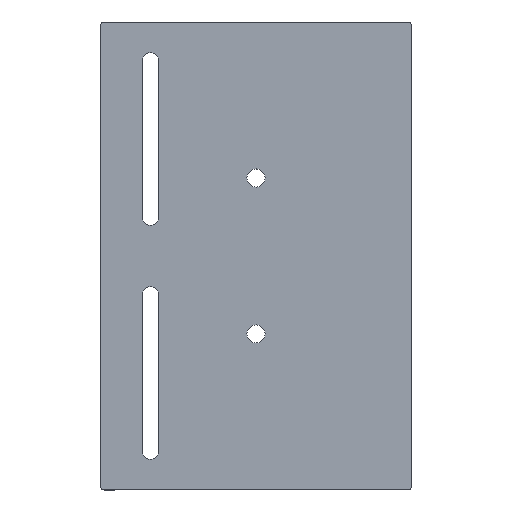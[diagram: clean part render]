
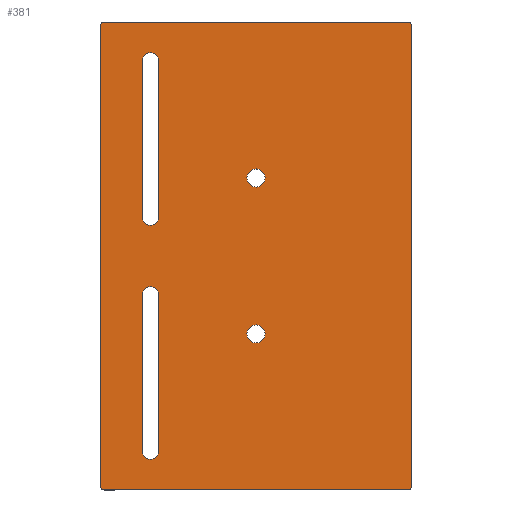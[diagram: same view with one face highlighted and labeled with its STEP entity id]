
A CAD part, top view. The second image highlights one B-rep face of the part: STEP entity #381.
In plain terms, the highlighted planar face has unit normal (0, 0, 1).
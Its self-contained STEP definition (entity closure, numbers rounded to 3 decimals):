
#15=FACE_BOUND('',#58,.T.);
#16=FACE_BOUND('',#59,.T.);
#17=FACE_BOUND('',#60,.T.);
#18=FACE_BOUND('',#61,.T.);
#23=PLANE('',#423);
#37=FACE_OUTER_BOUND('',#57,.T.);
#57=EDGE_LOOP('',(#275,#276,#277,#278,#279,#280,#281,#282));
#58=EDGE_LOOP('',(#283,#284,#285,#286));
#59=EDGE_LOOP('',(#287,#288,#289,#290));
#60=EDGE_LOOP('',(#291));
#61=EDGE_LOOP('',(#292));
#89=LINE('',#609,#123);
#90=LINE('',#613,#124);
#91=LINE('',#617,#125);
#92=LINE('',#620,#126);
#93=LINE('',#621,#127);
#94=LINE('',#622,#128);
#95=LINE('',#623,#129);
#96=LINE('',#624,#130);
#123=VECTOR('',#489,10.);
#124=VECTOR('',#492,10.);
#125=VECTOR('',#495,10.);
#126=VECTOR('',#498,10.);
#127=VECTOR('',#499,10.);
#128=VECTOR('',#500,10.);
#129=VECTOR('',#501,10.);
#130=VECTOR('',#502,10.);
#150=CIRCLE('',#413,1.);
#152=CIRCLE('',#416,1.);
#154=CIRCLE('',#419,1.);
#156=CIRCLE('',#422,1.);
#157=CIRCLE('',#424,0.5);
#158=CIRCLE('',#425,0.5);
#159=CIRCLE('',#426,0.5);
#160=CIRCLE('',#427,0.5);
#161=CIRCLE('',#428,1.1);
#162=CIRCLE('',#429,1.1);
#171=VERTEX_POINT('',#572);
#172=VERTEX_POINT('',#574);
#175=VERTEX_POINT('',#581);
#176=VERTEX_POINT('',#583);
#179=VERTEX_POINT('',#590);
#180=VERTEX_POINT('',#592);
#183=VERTEX_POINT('',#599);
#184=VERTEX_POINT('',#601);
#185=VERTEX_POINT('',#605);
#186=VERTEX_POINT('',#606);
#187=VERTEX_POINT('',#608);
#188=VERTEX_POINT('',#610);
#189=VERTEX_POINT('',#612);
#190=VERTEX_POINT('',#614);
#191=VERTEX_POINT('',#616);
#192=VERTEX_POINT('',#618);
#193=VERTEX_POINT('',#625);
#194=VERTEX_POINT('',#627);
#207=EDGE_CURVE('',#172,#171,#150,.T.);
#211=EDGE_CURVE('',#176,#175,#152,.T.);
#215=EDGE_CURVE('',#180,#179,#154,.T.);
#219=EDGE_CURVE('',#184,#183,#156,.T.);
#221=EDGE_CURVE('',#185,#186,#157,.T.);
#222=EDGE_CURVE('',#187,#185,#89,.F.);
#223=EDGE_CURVE('',#188,#187,#158,.T.);
#224=EDGE_CURVE('',#189,#188,#90,.T.);
#225=EDGE_CURVE('',#190,#189,#159,.T.);
#226=EDGE_CURVE('',#191,#190,#91,.F.);
#227=EDGE_CURVE('',#192,#191,#160,.T.);
#228=EDGE_CURVE('',#186,#192,#92,.T.);
#229=EDGE_CURVE('',#183,#176,#93,.T.);
#230=EDGE_CURVE('',#175,#184,#94,.T.);
#231=EDGE_CURVE('',#179,#172,#95,.T.);
#232=EDGE_CURVE('',#171,#180,#96,.T.);
#233=EDGE_CURVE('',#193,#193,#161,.T.);
#234=EDGE_CURVE('',#194,#194,#162,.T.);
#275=ORIENTED_EDGE('',*,*,#221,.F.);
#276=ORIENTED_EDGE('',*,*,#222,.F.);
#277=ORIENTED_EDGE('',*,*,#223,.F.);
#278=ORIENTED_EDGE('',*,*,#224,.F.);
#279=ORIENTED_EDGE('',*,*,#225,.F.);
#280=ORIENTED_EDGE('',*,*,#226,.F.);
#281=ORIENTED_EDGE('',*,*,#227,.F.);
#282=ORIENTED_EDGE('',*,*,#228,.F.);
#283=ORIENTED_EDGE('',*,*,#229,.T.);
#284=ORIENTED_EDGE('',*,*,#211,.T.);
#285=ORIENTED_EDGE('',*,*,#230,.T.);
#286=ORIENTED_EDGE('',*,*,#219,.T.);
#287=ORIENTED_EDGE('',*,*,#231,.T.);
#288=ORIENTED_EDGE('',*,*,#207,.T.);
#289=ORIENTED_EDGE('',*,*,#232,.T.);
#290=ORIENTED_EDGE('',*,*,#215,.T.);
#291=ORIENTED_EDGE('',*,*,#233,.F.);
#292=ORIENTED_EDGE('',*,*,#234,.F.);
#381=ADVANCED_FACE('',(#37,#15,#16,#17,#18),#23,.F.);
#413=AXIS2_PLACEMENT_3D('',#575,#458,#459);
#416=AXIS2_PLACEMENT_3D('',#584,#466,#467);
#419=AXIS2_PLACEMENT_3D('',#593,#474,#475);
#422=AXIS2_PLACEMENT_3D('',#602,#482,#483);
#423=AXIS2_PLACEMENT_3D('',#604,#485,#486);
#424=AXIS2_PLACEMENT_3D('',#607,#487,#488);
#425=AXIS2_PLACEMENT_3D('',#611,#490,#491);
#426=AXIS2_PLACEMENT_3D('',#615,#493,#494);
#427=AXIS2_PLACEMENT_3D('',#619,#496,#497);
#428=AXIS2_PLACEMENT_3D('',#626,#503,#504);
#429=AXIS2_PLACEMENT_3D('',#628,#505,#506);
#458=DIRECTION('center_axis',(0.,0.,
-1.));
#459=DIRECTION('ref_axis',(1.,0.,0.));
#466=DIRECTION('center_axis',(0.,0.,
-1.));
#467=DIRECTION('ref_axis',(-1.,0.,0.));
#474=DIRECTION('center_axis',(0.,0.,
-1.));
#475=DIRECTION('ref_axis',(-1.,0.,0.));
#482=DIRECTION('center_axis',(0.,0.,
-1.));
#483=DIRECTION('ref_axis',(1.,0.,0.));
#485=DIRECTION('center_axis',(0.,0.,
-1.));
#486=DIRECTION('ref_axis',(1.,0.,0.));
#487=DIRECTION('center_axis',(0.,0.,
-1.));
#488=DIRECTION('ref_axis',(-0.707,0.707,0.));
#489=DIRECTION('',(0.,-1.,0.));
#490=DIRECTION('center_axis',(0.,0.,
-1.));
#491=DIRECTION('ref_axis',(-0.707,-0.707,0.));
#492=DIRECTION('',(-1.,0.,0.));
#493=DIRECTION('center_axis',(0.,0.,
-1.));
#494=DIRECTION('ref_axis',(0.707,-0.707,0.));
#495=DIRECTION('',(0.,1.,0.));
#496=DIRECTION('center_axis',(0.,0.,
-1.));
#497=DIRECTION('ref_axis',(0.707,0.707,0.));
#498=DIRECTION('',(1.,0.,0.));
#499=DIRECTION('',(0.,1.,0.));
#500=DIRECTION('',(0.,-1.,0.));
#501=DIRECTION('',(0.,-1.,0.));
#502=DIRECTION('',(0.,1.,0.));
#503=DIRECTION('center_axis',(0.,0.,
1.));
#504=DIRECTION('ref_axis',(1.,0.,0.));
#505=DIRECTION('center_axis',(0.,0.,
1.));
#506=DIRECTION('ref_axis',(1.,0.,0.));
#572=CARTESIAN_POINT('',(61.275,-51.776,-3.));
#574=CARTESIAN_POINT('',(63.275,-51.776,-3.));
#575=CARTESIAN_POINT('Origin',(62.275,-51.776,-3.));
#581=CARTESIAN_POINT('',(63.275,-61.301,-3.));
#583=CARTESIAN_POINT('',(61.275,-61.301,-3.));
#584=CARTESIAN_POINT('Origin',(62.275,-61.301,-3.));
#590=CARTESIAN_POINT('',(63.275,-32.726,-3.));
#592=CARTESIAN_POINT('',(61.275,-32.726,-3.));
#593=CARTESIAN_POINT('Origin',(62.275,-32.726,-3.));
#599=CARTESIAN_POINT('',(61.275,-80.351,-3.));
#601=CARTESIAN_POINT('',(63.275,-80.351,-3.));
#602=CARTESIAN_POINT('Origin',(62.275,-80.351,-3.));
#604=CARTESIAN_POINT('Origin',(75.175,-56.539,-3.));
#605=CARTESIAN_POINT('',(56.145,-28.464,-3.));
#606=CARTESIAN_POINT('',(56.645,-27.964,-3.));
#607=CARTESIAN_POINT('Origin',(56.645,-28.464,-3.));
#608=CARTESIAN_POINT('',(56.145,-84.614,-3.));
#609=CARTESIAN_POINT('',(56.145,-70.826,-3.));
#610=CARTESIAN_POINT('',(56.645,-85.114,-3.));
#611=CARTESIAN_POINT('Origin',(56.645,-84.614,-3.));
#612=CARTESIAN_POINT('',(93.705,-85.114,-3.));
#613=CARTESIAN_POINT('',(84.65,-85.114,-3.));
#614=CARTESIAN_POINT('',(94.205,-84.614,-3.));
#615=CARTESIAN_POINT('Origin',(93.705,-84.614,-3.));
#616=CARTESIAN_POINT('',(94.205,-28.464,-3.));
#617=CARTESIAN_POINT('',(94.205,-42.251,-3.));
#618=CARTESIAN_POINT('',(93.705,-27.964,-3.));
#619=CARTESIAN_POINT('Origin',(93.705,-28.464,-3.));
#620=CARTESIAN_POINT('',(65.7,-27.964,-3.));
#621=CARTESIAN_POINT('',(61.275,-64.801,-3.));
#622=CARTESIAN_POINT('',(63.275,-60.039,-3.));
#623=CARTESIAN_POINT('',(63.275,-48.276,-3.));
#624=CARTESIAN_POINT('',(61.275,-53.039,-3.));
#625=CARTESIAN_POINT('',(74.075,-47.014,-3.));
#626=CARTESIAN_POINT('Origin',(75.175,-47.014,-3.));
#627=CARTESIAN_POINT('',(74.075,-66.064,-3.));
#628=CARTESIAN_POINT('Origin',(75.175,-66.064,-3.));
